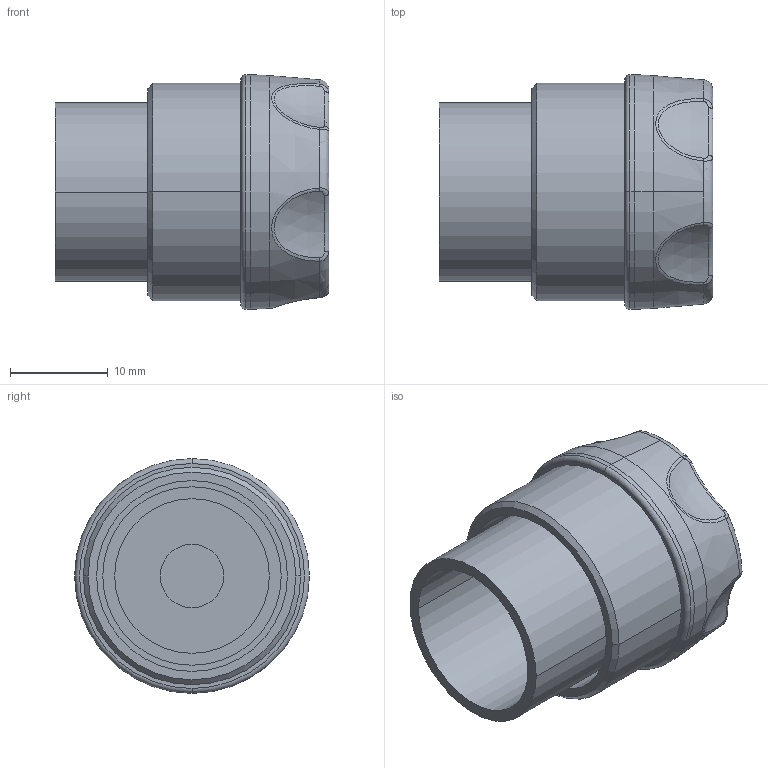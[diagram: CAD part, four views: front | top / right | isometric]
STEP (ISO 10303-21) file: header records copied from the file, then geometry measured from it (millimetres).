
FILE_DESCRIPTION((''),'2;1');
FILE_NAME('ASM9496_ASM','2021-05-10T',('marketing.praksa'),('Audax d.o.o.'),'CREO PARAMETRIC BY PTC INC, 2017480','CREO PARAMETRIC BY PTC INC, 2017480','');
FILE_SCHEMA(('AUTOMOTIVE_DESIGN { 1 0 10303 214 1 1 1 1 }'));
Length unit declared in the file: millimetre
Products named in the file (5): 0000003915_1_1_2_3; PRT9499; PRT0135; PRT9500; ASM9496_ASM
Assembly tree (4 placements, depth 2):
  ASM9496_ASM
    0000003915_1_1_2_3
    PRT9499
    PRT0135
    PRT9500
Bounding box: 28 x 24 x 24 mm (x, y, z)
Volume: 5478 mm3; surface area: 5381.9 mm2
Topology: 6 solids, 6 shells, 182 faces, 478 edges, 315 vertices
Faces by surface type: plane 67, cylinder 66, torus 18, bspline 16, cone 10, sphere 5
Entity records: 10562 total; most frequent: CARTESIAN_POINT 2954, ORIENTED_EDGE 956, DIRECTION 952, PRESENTATION_STYLE_ASSIGNMENT 666, STYLED_ITEM 666, CURVE_STYLE 478, EDGE_CURVE 478, AXIS2_PLACEMENT_3D 366
